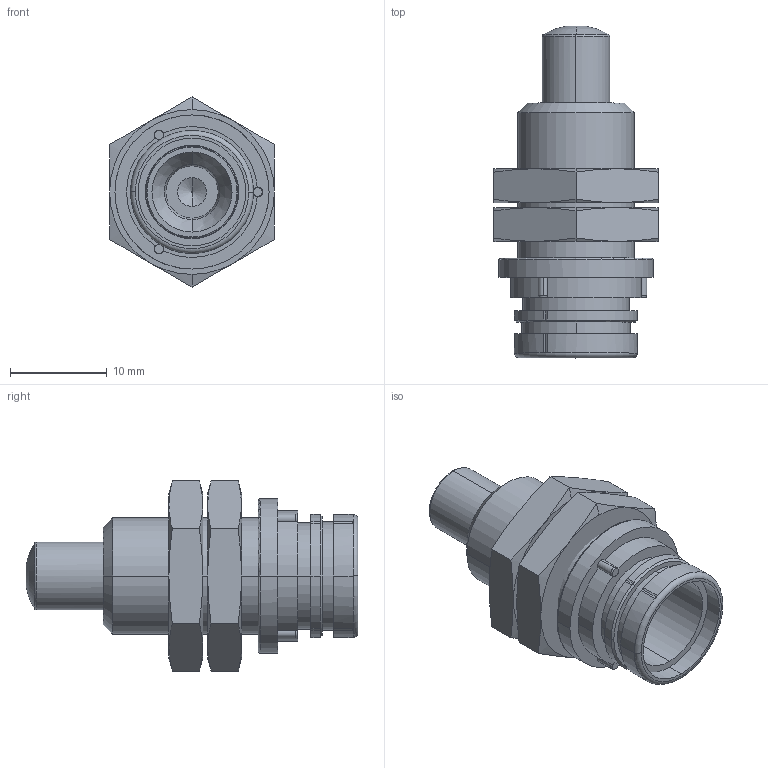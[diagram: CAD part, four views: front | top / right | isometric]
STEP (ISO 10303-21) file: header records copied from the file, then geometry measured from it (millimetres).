
FILE_DESCRIPTION(('STEP AP242'),'1');
FILE_NAME('switch_zcef0.stp','2021-01-27T12:23:54',('TraceParts'),('TraceParts S.A.'),'Spatial InterOp 3D',' ',' ');
FILE_SCHEMA(('AP242_MANAGED_MODEL_BASED_3D_ENGINEERING_MIM_LF {1 0 10303 442 1 1 4}'));
Length unit declared in the file: millimetre
Products named in the file (1): switch_zcef0_1
Bounding box: 17 x 34.25 x 19.63 mm (x, y, z)
Volume: 3615.4 mm3; surface area: 4519.5 mm2
Topology: 8 solids, 8 shells, 208 faces, 481 edges, 296 vertices
Faces by surface type: cone 74, cylinder 70, plane 42, torus 18, sphere 4
Entity records: 6283 total; most frequent: CARTESIAN_POINT 1361, DIRECTION 1144, ORIENTED_EDGE 958, AXIS2_PLACEMENT_3D 503, EDGE_CURVE 479, VERTEX_POINT 296, CIRCLE 287, EDGE_LOOP 231
